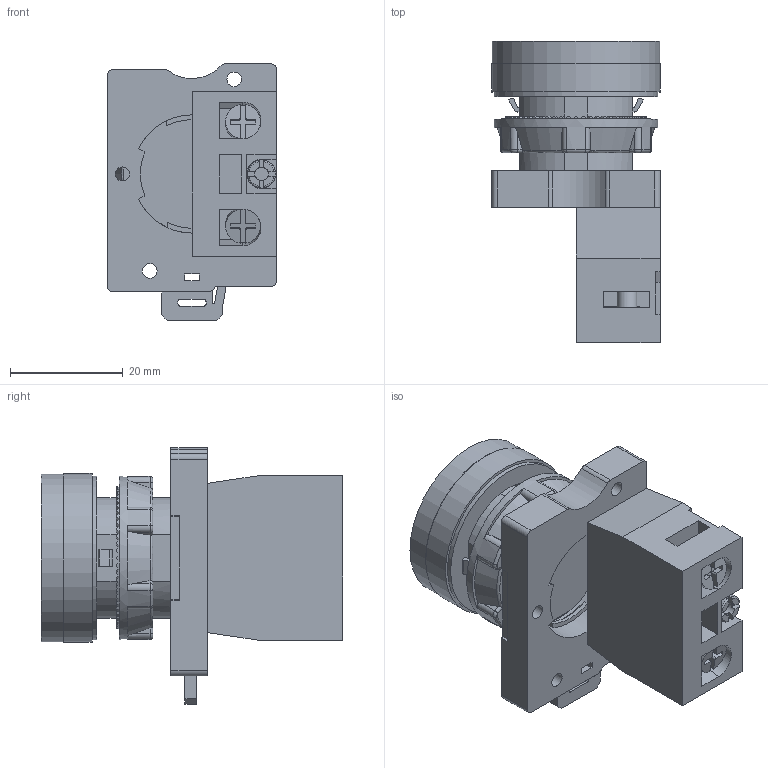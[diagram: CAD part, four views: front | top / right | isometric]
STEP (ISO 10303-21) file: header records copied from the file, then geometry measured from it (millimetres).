
FILE_DESCRIPTION(('STEP AP203'), '1');
FILE_NAME('MTB2-EA12561', '2024-09-04T11:37:15', (''), (''), 'C3D Converter', 'C3D Toolkit', '');
FILE_SCHEMA(('CONFIG_CONTROL_DESIGN'));
Length unit declared in the file: millimetre
Bounding box: 30 x 53.5 x 45.5 mm (x, y, z)
Volume: 26754 mm3; surface area: 13391.8 mm2
Topology: 1 solids, 1 shells, 742 faces, 2052 edges, 1331 vertices
Faces by surface type: plane 263, cylinder 257, bspline 184, torus 29, cone 9
Full cylindrical faces by diameter (mm): 2.4 x1, 2.5 x6, 2.6 x2, 3 x1, 3.3 x4, 3.5 x2, 5 x1, 6.2 x2, 24.8 x1, 25.2 x1, 29 x2, 29.8 x1, 30 x1
Entity records: 35313 total; most frequent: CARTESIAN_POINT 11606, ORIENTED_EDGE 4050, DIRECTION 3173, EDGE_CURVE 2025, VERTEX_POINT 1331, AXIS2_PLACEMENT_3D 1159, LINE 855, VECTOR 855
